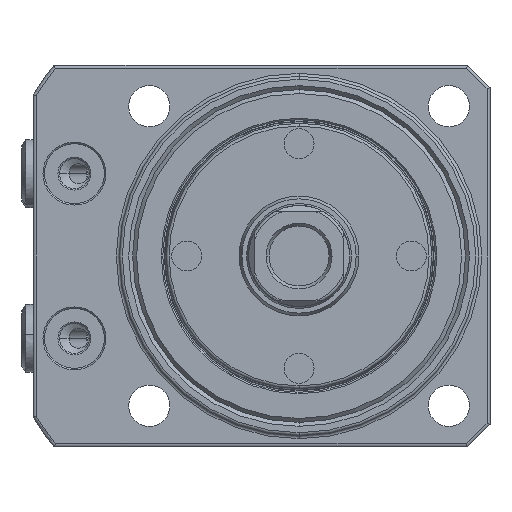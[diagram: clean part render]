
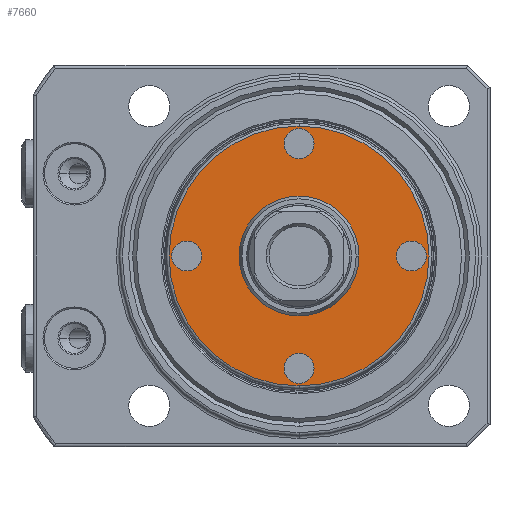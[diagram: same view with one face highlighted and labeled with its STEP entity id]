
A CAD part, front view. The second image highlights one B-rep face of the part: STEP entity #7660.
In plain terms, the highlighted planar face has unit normal (0, -1, 0).
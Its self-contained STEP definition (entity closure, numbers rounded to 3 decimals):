
#695 = CIRCLE ( 'NONE', #7161, 17.356 ) ;
#702 = CIRCLE ( 'NONE', #6932, 2. ) ;
#705 = CIRCLE ( 'NONE', #5405, 2. ) ;
#707 = CIRCLE ( 'NONE', #7099, 2. ) ;
#709 = CIRCLE ( 'NONE', #6047, 2. ) ;
#713 = CIRCLE ( 'NONE', #6016, 8. ) ;
#773 = CIRCLE ( 'NONE', #5417, 2. ) ;
#774 = CIRCLE ( 'NONE', #5415, 2. ) ;
#775 = CIRCLE ( 'NONE', #5428, 8. ) ;
#776 = CIRCLE ( 'NONE', #5424, 17.356 ) ;
#777 = CIRCLE ( 'NONE', #5421, 2. ) ;
#780 = CIRCLE ( 'NONE', #5418, 2. ) ;
#1092 = VERTEX_POINT ( 'NONE', #8114 ) ;
#1099 = VERTEX_POINT ( 'NONE', #8121 ) ;
#1100 = VERTEX_POINT ( 'NONE', #8122 ) ;
#1105 = VERTEX_POINT ( 'NONE', #8127 ) ;
#1109 = VERTEX_POINT ( 'NONE', #8131 ) ;
#1359 = ORIENTED_EDGE ( 'NONE', *, *, #9039, .F. ) ;
#1361 = ORIENTED_EDGE ( 'NONE', *, *, #9043, .F. ) ;
#1363 = ORIENTED_EDGE ( 'NONE', *, *, #9047, .F. ) ;
#1364 = ORIENTED_EDGE ( 'NONE', *, *, #8728, .F. ) ;
#1365 = ORIENTED_EDGE ( 'NONE', *, *, #9051, .F. ) ;
#1366 = ORIENTED_EDGE ( 'NONE', *, *, #8727, .F. ) ;
#1367 = ORIENTED_EDGE ( 'NONE', *, *, #9058, .T. ) ;
#1368 = ORIENTED_EDGE ( 'NONE', *, *, #8726, .F. ) ;
#1369 = ORIENTED_EDGE ( 'NONE', *, *, #9034, .T. ) ;
#1370 = ORIENTED_EDGE ( 'NONE', *, *, #8725, .F. ) ;
#1371 = ORIENTED_EDGE ( 'NONE', *, *, #8723, .T. ) ;
#1372 = ORIENTED_EDGE ( 'NONE', *, *, #8724, .T. ) ;
#1644 = PLANE ( 'NONE',  #2848 ) ;
#1645 = CARTESIAN_POINT ( 'NONE',  ( 17.636, -1., 0. ) ) ;
#1646 = DIRECTION ( 'NONE',  ( 0., 1., 0. ) ) ;
#1647 = DIRECTION ( 'NONE',  ( 0., 0., 1. ) ) ;
#2060 = EDGE_LOOP ( 'NONE', ( #1371, #1369 ) ) ;
#2061 = EDGE_LOOP ( 'NONE', ( #1370, #1365 ) ) ;
#2062 = EDGE_LOOP ( 'NONE', ( #1372, #1367 ) ) ;
#2063 = EDGE_LOOP ( 'NONE', ( #1368, #1363 ) ) ;
#2065 = VERTEX_POINT ( 'NONE', #8212 ) ;
#2068 = VERTEX_POINT ( 'NONE', #8215 ) ;
#2069 = VERTEX_POINT ( 'NONE', #8216 ) ;
#2072 = VERTEX_POINT ( 'NONE', #8219 ) ;
#2073 = VERTEX_POINT ( 'NONE', #8220 ) ;
#2076 = VERTEX_POINT ( 'NONE', #8223 ) ;
#2077 = VERTEX_POINT ( 'NONE', #8224 ) ;
#2842 = FACE_BOUND ( 'NONE', #3236, .T. ) ;
#2843 = FACE_BOUND ( 'NONE', #3235, .T. ) ;
#2845 = FACE_BOUND ( 'NONE', #2063, .T. ) ;
#2847 = FACE_BOUND ( 'NONE', #2061, .T. ) ;
#2848 = AXIS2_PLACEMENT_3D ( 'NONE', #1645, #1646, #1647 ) ;
#2849 = FACE_OUTER_BOUND ( 'NONE', #2062, .T. ) ;
#2852 = FACE_BOUND ( 'NONE', #2060, .T. ) ;
#3235 = EDGE_LOOP ( 'NONE', ( #1366, #1361 ) ) ;
#3236 = EDGE_LOOP ( 'NONE', ( #1364, #1359 ) ) ;
#5095 = CARTESIAN_POINT ( 'NONE',  ( 0., -1., 0. ) ) ;
#5102 = DIRECTION ( 'NONE',  ( 0., 1., 0. ) ) ;
#5103 = DIRECTION ( 'NONE',  ( -1., 0., 0. ) ) ;
#5116 = CARTESIAN_POINT ( 'NONE',  ( -15., -1., 0. ) ) ;
#5117 = DIRECTION ( 'NONE',  ( 0., -1., 0. ) ) ;
#5118 = DIRECTION ( 'NONE',  ( 0., 0., -1. ) ) ;
#5128 = CARTESIAN_POINT ( 'NONE',  ( 0., -1., -15. ) ) ;
#5129 = DIRECTION ( 'NONE',  ( 0., -1., 0. ) ) ;
#5130 = DIRECTION ( 'NONE',  ( 0., 0., -1. ) ) ;
#5140 = CARTESIAN_POINT ( 'NONE',  ( 15., -1., 0. ) ) ;
#5141 = DIRECTION ( 'NONE',  ( 0., -1., 0. ) ) ;
#5142 = DIRECTION ( 'NONE',  ( 0., 0., -1. ) ) ;
#5152 = CARTESIAN_POINT ( 'NONE',  ( 0., -1., 15. ) ) ;
#5153 = DIRECTION ( 'NONE',  ( 0., -1., 0. ) ) ;
#5154 = DIRECTION ( 'NONE',  ( 0., 0., -1. ) ) ;
#5173 = CARTESIAN_POINT ( 'NONE',  ( 0., -1., 0. ) ) ;
#5174 = DIRECTION ( 'NONE',  ( 0., -1., 0. ) ) ;
#5175 = DIRECTION ( 'NONE',  ( 0., 0., 1. ) ) ;
#5405 = AXIS2_PLACEMENT_3D ( 'NONE', #5140, #5141, #5142 ) ;
#5415 = AXIS2_PLACEMENT_3D ( 'NONE', #6470, #6471, #6472 ) ;
#5417 = AXIS2_PLACEMENT_3D ( 'NONE', #6467, #6468, #6469 ) ;
#5418 = AXIS2_PLACEMENT_3D ( 'NONE', #6464, #6465, #6466 ) ;
#5421 = AXIS2_PLACEMENT_3D ( 'NONE', #6461, #6462, #6463 ) ;
#5424 = AXIS2_PLACEMENT_3D ( 'NONE', #6458, #6459, #6460 ) ;
#5428 = AXIS2_PLACEMENT_3D ( 'NONE', #6446, #6456, #6457 ) ;
#6016 = AXIS2_PLACEMENT_3D ( 'NONE', #5095, #5102, #5103 ) ;
#6047 = AXIS2_PLACEMENT_3D ( 'NONE', #5116, #5117, #5118 ) ;
#6446 = CARTESIAN_POINT ( 'NONE',  ( 0., -1., 0. ) ) ;
#6456 = DIRECTION ( 'NONE',  ( 0., 1., 0. ) ) ;
#6457 = DIRECTION ( 'NONE',  ( -1., 0., 0. ) ) ;
#6458 = CARTESIAN_POINT ( 'NONE',  ( 0., -1., 0. ) ) ;
#6459 = DIRECTION ( 'NONE',  ( 0., -1., 0. ) ) ;
#6460 = DIRECTION ( 'NONE',  ( 0., 0., 1. ) ) ;
#6461 = CARTESIAN_POINT ( 'NONE',  ( 0., -1., 15. ) ) ;
#6462 = DIRECTION ( 'NONE',  ( 0., -1., 0. ) ) ;
#6463 = DIRECTION ( 'NONE',  ( 0., 0., -1. ) ) ;
#6464 = CARTESIAN_POINT ( 'NONE',  ( 15., -1., 0. ) ) ;
#6465 = DIRECTION ( 'NONE',  ( 0., -1., 0. ) ) ;
#6466 = DIRECTION ( 'NONE',  ( 0., 0., -1. ) ) ;
#6467 = CARTESIAN_POINT ( 'NONE',  ( 0., -1., -15. ) ) ;
#6468 = DIRECTION ( 'NONE',  ( 0., -1., 0. ) ) ;
#6469 = DIRECTION ( 'NONE',  ( 0., 0., -1. ) ) ;
#6470 = CARTESIAN_POINT ( 'NONE',  ( -15., -1., 0. ) ) ;
#6471 = DIRECTION ( 'NONE',  ( 0., -1., 0. ) ) ;
#6472 = DIRECTION ( 'NONE',  ( 0., 0., -1. ) ) ;
#6932 = AXIS2_PLACEMENT_3D ( 'NONE', #5152, #5153, #5154 ) ;
#7099 = AXIS2_PLACEMENT_3D ( 'NONE', #5128, #5129, #5130 ) ;
#7161 = AXIS2_PLACEMENT_3D ( 'NONE', #5173, #5174, #5175 ) ;
#7660 = ADVANCED_FACE ( 'NONE', ( #2852, #2849, #2847, #2845, #2843, #2842 ), #1644, .F. ) ;
#8114 = CARTESIAN_POINT ( 'NONE',  ( 0., -1., -17.356 ) ) ;
#8121 = CARTESIAN_POINT ( 'NONE',  ( 15., -1., -2. ) ) ;
#8122 = CARTESIAN_POINT ( 'NONE',  ( 0., -1., 17. ) ) ;
#8127 = CARTESIAN_POINT ( 'NONE',  ( 0., -1., 13. ) ) ;
#8131 = CARTESIAN_POINT ( 'NONE',  ( 0., -1., 17.356 ) ) ;
#8212 = CARTESIAN_POINT ( 'NONE',  ( 15., -1., 2. ) ) ;
#8215 = CARTESIAN_POINT ( 'NONE',  ( 0., -1., -17. ) ) ;
#8216 = CARTESIAN_POINT ( 'NONE',  ( 0., -1., -13. ) ) ;
#8219 = CARTESIAN_POINT ( 'NONE',  ( -15., -1., -2. ) ) ;
#8220 = CARTESIAN_POINT ( 'NONE',  ( -15., -1., 2. ) ) ;
#8223 = CARTESIAN_POINT ( 'NONE',  ( -8., -1., 0. ) ) ;
#8224 = CARTESIAN_POINT ( 'NONE',  ( 8., -1., 0. ) ) ;
#8723 = EDGE_CURVE ( 'NONE', #2076, #2077, #775, .T. ) ;
#8724 = EDGE_CURVE ( 'NONE', #1109, #1092, #776, .T. ) ;
#8725 = EDGE_CURVE ( 'NONE', #1105, #1100, #777, .T. ) ;
#8726 = EDGE_CURVE ( 'NONE', #1099, #2065, #780, .T. ) ;
#8727 = EDGE_CURVE ( 'NONE', #2068, #2069, #773, .T. ) ;
#8728 = EDGE_CURVE ( 'NONE', #2072, #2073, #774, .T. ) ;
#9034 = EDGE_CURVE ( 'NONE', #2077, #2076, #713, .T. ) ;
#9039 = EDGE_CURVE ( 'NONE', #2073, #2072, #709, .T. ) ;
#9043 = EDGE_CURVE ( 'NONE', #2069, #2068, #707, .T. ) ;
#9047 = EDGE_CURVE ( 'NONE', #2065, #1099, #705, .T. ) ;
#9051 = EDGE_CURVE ( 'NONE', #1100, #1105, #702, .T. ) ;
#9058 = EDGE_CURVE ( 'NONE', #1092, #1109, #695, .T. ) ;
